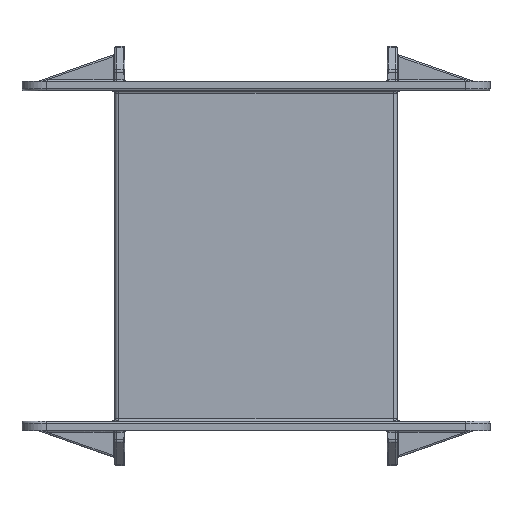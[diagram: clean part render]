
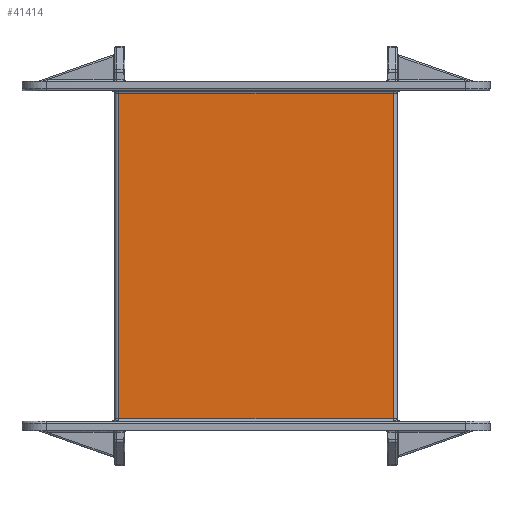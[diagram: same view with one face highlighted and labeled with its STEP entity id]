
A CAD part, left-side view. The second image highlights one B-rep face of the part: STEP entity #41414.
In plain terms, the highlighted planar face has unit normal (-1, 0, 0).
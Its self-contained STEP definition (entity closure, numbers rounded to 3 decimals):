
#13892=DIRECTION('',(0.,0.,1.));
#13893=VECTOR('',#13892,40.3);
#13894=CARTESIAN_POINT('',(-12.5,-17.,-20.15));
#13895=LINE('',#13894,#13893);
#13910=DIRECTION('',(0.,-1.,0.));
#13911=VECTOR('',#13910,34.);
#13912=CARTESIAN_POINT('',(-12.5,17.,-20.15));
#13913=LINE('',#13912,#13911);
#13914=DIRECTION('',(0.,-1.,0.));
#13915=VECTOR('',#13914,34.);
#13916=CARTESIAN_POINT('',(-12.5,17.,20.15));
#13917=LINE('',#13916,#13915);
#13998=DIRECTION('',(0.,0.,-1.));
#13999=VECTOR('',#13998,40.3);
#14000=CARTESIAN_POINT('',(-12.5,17.,20.15));
#14001=LINE('',#14000,#13999);
#17322=CARTESIAN_POINT('',(-12.5,17.,20.15));
#17323=CARTESIAN_POINT('',(-12.5,-17.,20.15));
#17324=VERTEX_POINT('',#17322);
#17325=VERTEX_POINT('',#17323);
#17338=CARTESIAN_POINT('',(-12.5,17.,-20.15));
#17339=CARTESIAN_POINT('',(-12.5,-17.,-20.15));
#17340=VERTEX_POINT('',#17338);
#17341=VERTEX_POINT('',#17339);
#41400=CARTESIAN_POINT('',(-12.5,17.5,0.));
#41401=DIRECTION('',(-1.,0.,0.));
#41402=DIRECTION('',(0.,-1.,0.));
#41403=AXIS2_PLACEMENT_3D('',#41400,#41401,#41402);
#41404=PLANE('',#41403);
#41405=ORIENTED_EDGE('',*,*,#41391,.F.);
#41407=ORIENTED_EDGE('',*,*,#41406,.F.);
#41409=ORIENTED_EDGE('',*,*,#41408,.F.);
#41411=ORIENTED_EDGE('',*,*,#41410,.T.);
#41412=EDGE_LOOP('',(#41405,#41407,#41409,#41411));
#41413=FACE_OUTER_BOUND('',#41412,.F.);
#41414=ADVANCED_FACE('',(#41413),#41404,.T.);
#41391=EDGE_CURVE('',#17341,#17325,#13895,.T.);
#41406=EDGE_CURVE('',#17340,#17341,#13913,.T.);
#41408=EDGE_CURVE('',#17324,#17340,#14001,.T.);
#41410=EDGE_CURVE('',#17324,#17325,#13917,.T.);
